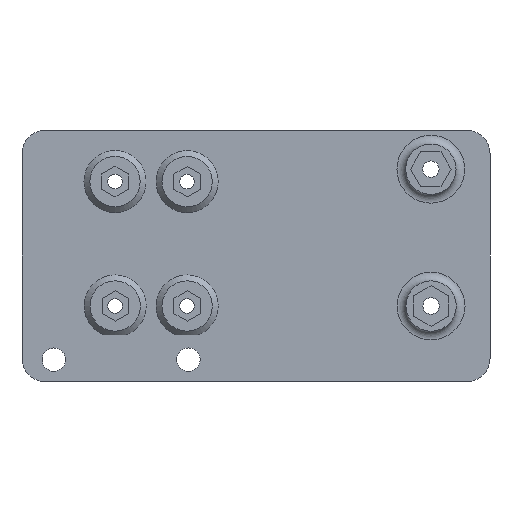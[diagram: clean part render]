
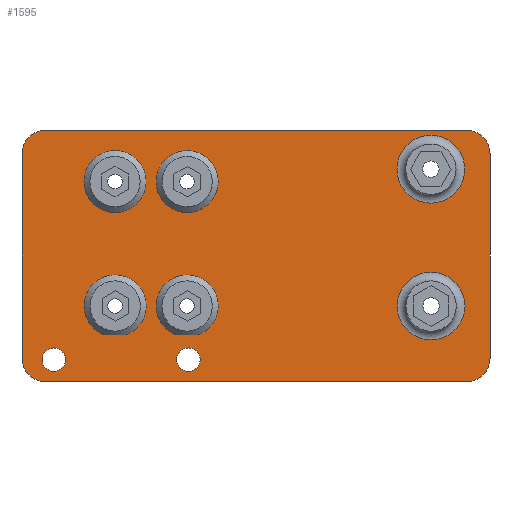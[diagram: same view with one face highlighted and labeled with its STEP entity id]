
A CAD part, front view. The second image highlights one B-rep face of the part: STEP entity #1595.
In plain terms, the highlighted planar face has unit normal (0, -1, 0).
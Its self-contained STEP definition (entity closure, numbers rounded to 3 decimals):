
#29=FACE_BOUND('',#225,.T.);
#30=FACE_BOUND('',#226,.T.);
#31=FACE_BOUND('',#227,.T.);
#32=FACE_BOUND('',#228,.T.);
#33=FACE_BOUND('',#229,.T.);
#34=FACE_BOUND('',#230,.T.);
#35=FACE_BOUND('',#231,.T.);
#36=FACE_BOUND('',#232,.T.);
#63=PLANE('',#1709);
#126=FACE_OUTER_BOUND('',#224,.T.);
#224=EDGE_LOOP('',(#1116,#1117,#1118,#1119,#1120,#1121,#1122,#1123));
#225=EDGE_LOOP('',(#1124));
#226=EDGE_LOOP('',(#1125,#1126,#1127));
#227=EDGE_LOOP('',(#1128));
#228=EDGE_LOOP('',(#1129));
#229=EDGE_LOOP('',(#1130));
#230=EDGE_LOOP('',(#1131,#1132,#1133));
#231=EDGE_LOOP('',(#1134));
#232=EDGE_LOOP('',(#1135));
#357=LINE('',#2395,#507);
#358=LINE('',#2399,#508);
#359=LINE('',#2403,#509);
#360=LINE('',#2406,#510);
#361=LINE('',#2411,#511);
#362=LINE('',#2423,#512);
#507=VECTOR('',#1893,10.);
#508=VECTOR('',#1896,10.);
#509=VECTOR('',#1899,10.);
#510=VECTOR('',#1902,10.);
#511=VECTOR('',#1905,10.);
#512=VECTOR('',#1916,10.);
#655=CIRCLE('',#1707,4.);
#657=CIRCLE('',#1710,4.);
#658=CIRCLE('',#1711,4.);
#659=CIRCLE('',#1712,4.);
#660=CIRCLE('',#1713,5.3);
#661=CIRCLE('',#1714,5.3);
#662=CIRCLE('',#1715,5.3);
#663=CIRCLE('',#1716,5.8);
#664=CIRCLE('',#1717,2.);
#665=CIRCLE('',#1718,2.);
#666=CIRCLE('',#1719,5.3);
#667=CIRCLE('',#1720,5.3);
#668=CIRCLE('',#1721,5.3);
#669=CIRCLE('',#1722,5.8);
#732=VERTEX_POINT('',#2385);
#733=VERTEX_POINT('',#2386);
#736=VERTEX_POINT('',#2394);
#737=VERTEX_POINT('',#2396);
#738=VERTEX_POINT('',#2398);
#739=VERTEX_POINT('',#2400);
#740=VERTEX_POINT('',#2402);
#741=VERTEX_POINT('',#2404);
#742=VERTEX_POINT('',#2407);
#743=VERTEX_POINT('',#2409);
#744=VERTEX_POINT('',#2410);
#745=VERTEX_POINT('',#2412);
#746=VERTEX_POINT('',#2415);
#747=VERTEX_POINT('',#2417);
#748=VERTEX_POINT('',#2419);
#749=VERTEX_POINT('',#2421);
#750=VERTEX_POINT('',#2422);
#751=VERTEX_POINT('',#2424);
#752=VERTEX_POINT('',#2427);
#753=VERTEX_POINT('',#2429);
#883=EDGE_CURVE('',#732,#733,#655,.T.);
#887=EDGE_CURVE('',#732,#736,#357,.T.);
#888=EDGE_CURVE('',#737,#736,#657,.T.);
#889=EDGE_CURVE('',#738,#737,#358,.T.);
#890=EDGE_CURVE('',#739,#738,#658,.T.);
#891=EDGE_CURVE('',#739,#740,#359,.T.);
#892=EDGE_CURVE('',#741,#740,#659,.T.);
#893=EDGE_CURVE('',#733,#741,#360,.T.);
#894=EDGE_CURVE('',#742,#742,#660,.T.);
#895=EDGE_CURVE('',#743,#744,#361,.T.);
#896=EDGE_CURVE('',#744,#745,#661,.T.);
#897=EDGE_CURVE('',#745,#743,#662,.T.);
#898=EDGE_CURVE('',#746,#746,#663,.T.);
#899=EDGE_CURVE('',#747,#747,#664,.T.);
#900=EDGE_CURVE('',#748,#748,#665,.T.);
#901=EDGE_CURVE('',#749,#750,#362,.T.);
#902=EDGE_CURVE('',#750,#751,#666,.T.);
#903=EDGE_CURVE('',#751,#749,#667,.T.);
#904=EDGE_CURVE('',#752,#752,#668,.T.);
#905=EDGE_CURVE('',#753,#753,#669,.T.);
#1116=ORIENTED_EDGE('',*,*,#883,.F.);
#1117=ORIENTED_EDGE('',*,*,#887,.T.);
#1118=ORIENTED_EDGE('',*,*,#888,.F.);
#1119=ORIENTED_EDGE('',*,*,#889,.F.);
#1120=ORIENTED_EDGE('',*,*,#890,.F.);
#1121=ORIENTED_EDGE('',*,*,#891,.T.);
#1122=ORIENTED_EDGE('',*,*,#892,.F.);
#1123=ORIENTED_EDGE('',*,*,#893,.F.);
#1124=ORIENTED_EDGE('',*,*,#894,.T.);
#1125=ORIENTED_EDGE('',*,*,#895,.T.);
#1126=ORIENTED_EDGE('',*,*,#896,.T.);
#1127=ORIENTED_EDGE('',*,*,#897,.T.);
#1128=ORIENTED_EDGE('',*,*,#898,.F.);
#1129=ORIENTED_EDGE('',*,*,#899,.F.);
#1130=ORIENTED_EDGE('',*,*,#900,.T.);
#1131=ORIENTED_EDGE('',*,*,#901,.T.);
#1132=ORIENTED_EDGE('',*,*,#902,.T.);
#1133=ORIENTED_EDGE('',*,*,#903,.T.);
#1134=ORIENTED_EDGE('',*,*,#904,.T.);
#1135=ORIENTED_EDGE('',*,*,#905,.F.);
#1595=ADVANCED_FACE('',(#126,#29,#30,#31,#32,#33,#34,#35,#36),#63,.F.);
#1707=AXIS2_PLACEMENT_3D('',#2387,#1885,#1886);
#1709=AXIS2_PLACEMENT_3D('',#2393,#1891,#1892);
#1710=AXIS2_PLACEMENT_3D('',#2397,#1894,#1895);
#1711=AXIS2_PLACEMENT_3D('',#2401,#1897,#1898);
#1712=AXIS2_PLACEMENT_3D('',#2405,#1900,#1901);
#1713=AXIS2_PLACEMENT_3D('',#2408,#1903,#1904);
#1714=AXIS2_PLACEMENT_3D('',#2413,#1906,#1907);
#1715=AXIS2_PLACEMENT_3D('',#2414,#1908,#1909);
#1716=AXIS2_PLACEMENT_3D('',#2416,#1910,#1911);
#1717=AXIS2_PLACEMENT_3D('',#2418,#1912,#1913);
#1718=AXIS2_PLACEMENT_3D('',#2420,#1914,#1915);
#1719=AXIS2_PLACEMENT_3D('',#2425,#1917,#1918);
#1720=AXIS2_PLACEMENT_3D('',#2426,#1919,#1920);
#1721=AXIS2_PLACEMENT_3D('',#2428,#1921,#1922);
#1722=AXIS2_PLACEMENT_3D('',#2430,#1923,#1924);
#1885=DIRECTION('center_axis',(0.,1.,0.));
#1886=DIRECTION('ref_axis',(-0.707,0.,0.707));
#1891=DIRECTION('center_axis',(0.,1.,0.));
#1892=DIRECTION('ref_axis',(0.,0.,1.));
#1893=DIRECTION('',(0.,0.,-1.));
#1894=DIRECTION('center_axis',(0.,1.,0.));
#1895=DIRECTION('ref_axis',(-0.707,0.,-0.707));
#1896=DIRECTION('',(-1.,0.,0.));
#1897=DIRECTION('center_axis',(0.,1.,0.));
#1898=DIRECTION('ref_axis',(0.707,0.,-0.707));
#1899=DIRECTION('',(0.,0.,1.));
#1900=DIRECTION('center_axis',(0.,1.,0.));
#1901=DIRECTION('ref_axis',(0.707,0.,0.707));
#1902=DIRECTION('',(1.,0.,0.));
#1903=DIRECTION('center_axis',(0.,1.,0.));
#1904=DIRECTION('ref_axis',(-0.866,0.,0.5));
#1905=DIRECTION('',(-1.,0.,0.));
#1906=DIRECTION('center_axis',(0.,1.,0.));
#1907=DIRECTION('ref_axis',(-0.866,0.,0.5));
#1908=DIRECTION('center_axis',(0.,1.,0.));
#1909=DIRECTION('ref_axis',(-0.866,0.,0.5));
#1910=DIRECTION('center_axis',(0.,-1.,0.));
#1911=DIRECTION('ref_axis',(0.,0.,1.));
#1912=DIRECTION('center_axis',(0.,-1.,0.));
#1913=DIRECTION('ref_axis',(-1.,0.,0.));
#1914=DIRECTION('center_axis',(0.,1.,0.));
#1915=DIRECTION('ref_axis',(1.,0.,0.));
#1916=DIRECTION('',(-1.,0.,0.));
#1917=DIRECTION('center_axis',(0.,1.,0.));
#1918=DIRECTION('ref_axis',(-0.866,0.,0.5));
#1919=DIRECTION('center_axis',(0.,1.,0.));
#1920=DIRECTION('ref_axis',(-0.866,0.,0.5));
#1921=DIRECTION('center_axis',(0.,1.,0.));
#1922=DIRECTION('ref_axis',(-0.866,0.,0.5));
#1923=DIRECTION('center_axis',(0.,-1.,0.));
#1924=DIRECTION('ref_axis',(0.,0.,1.));
#2385=CARTESIAN_POINT('',(-40.,76.8,10.953));
#2386=CARTESIAN_POINT('',(-36.,76.8,14.953));
#2387=CARTESIAN_POINT('Origin',(-36.,76.8,10.953));
#2393=CARTESIAN_POINT('Origin',(-11.774,76.8,-16.088));
#2394=CARTESIAN_POINT('',(-40.,76.8,-24.047));
#2395=CARTESIAN_POINT('',(-40.,76.8,-18.047));
#2396=CARTESIAN_POINT('',(-36.,76.8,-28.047));
#2397=CARTESIAN_POINT('Origin',(-36.,76.8,-24.047));
#2398=CARTESIAN_POINT('',(36.,76.8,-28.047));
#2399=CARTESIAN_POINT('',(40.,76.8,-28.047));
#2400=CARTESIAN_POINT('',(40.,76.8,-24.047));
#2401=CARTESIAN_POINT('Origin',(36.,76.8,-24.047));
#2402=CARTESIAN_POINT('',(40.,76.8,10.953));
#2403=CARTESIAN_POINT('',(40.,76.8,8.953));
#2404=CARTESIAN_POINT('',(36.,76.8,14.953));
#2405=CARTESIAN_POINT('Origin',(36.,76.8,10.953));
#2406=CARTESIAN_POINT('',(-5.887,76.8,14.953));
#2407=CARTESIAN_POINT('',(-7.187,76.8,3.506));
#2408=CARTESIAN_POINT('Origin',(-11.777,76.8,6.156));
#2409=CARTESIAN_POINT('',(-9.901,76.8,-20.047));
#2410=CARTESIAN_POINT('',(-13.646,76.8,-20.047));
#2411=CARTESIAN_POINT('',(14.113,76.8,-20.047));
#2412=CARTESIAN_POINT('',(-7.184,76.8,-17.738));
#2413=CARTESIAN_POINT('Origin',(-11.774,76.8,-15.088));
#2414=CARTESIAN_POINT('Origin',(-11.774,76.8,-15.088));
#2415=CARTESIAN_POINT('',(29.927,76.8,-20.9));
#2416=CARTESIAN_POINT('Origin',(29.927,76.8,-15.1));
#2417=CARTESIAN_POINT('',(-32.544,76.8,-24.267));
#2418=CARTESIAN_POINT('Origin',(-34.544,76.8,-24.267));
#2419=CARTESIAN_POINT('',(-13.544,76.8,-24.267));
#2420=CARTESIAN_POINT('Origin',(-11.544,76.8,-24.267));
#2421=CARTESIAN_POINT('',(-22.201,76.8,-20.047));
#2422=CARTESIAN_POINT('',(-25.946,76.8,-20.047));
#2423=CARTESIAN_POINT('',(14.113,76.8,-20.047));
#2424=CARTESIAN_POINT('',(-19.484,76.8,-17.738));
#2425=CARTESIAN_POINT('Origin',(-24.074,76.8,-15.088));
#2426=CARTESIAN_POINT('Origin',(-24.074,76.8,-15.088));
#2427=CARTESIAN_POINT('',(-19.515,76.8,3.526));
#2428=CARTESIAN_POINT('Origin',(-24.105,76.8,6.176));
#2429=CARTESIAN_POINT('',(29.893,76.8,2.493));
#2430=CARTESIAN_POINT('Origin',(29.893,76.8,8.293));
